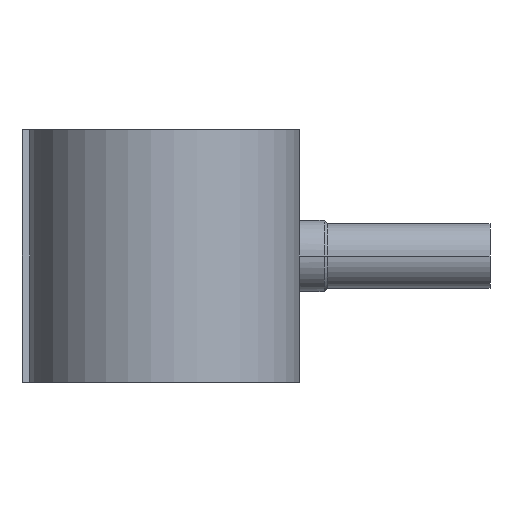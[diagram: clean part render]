
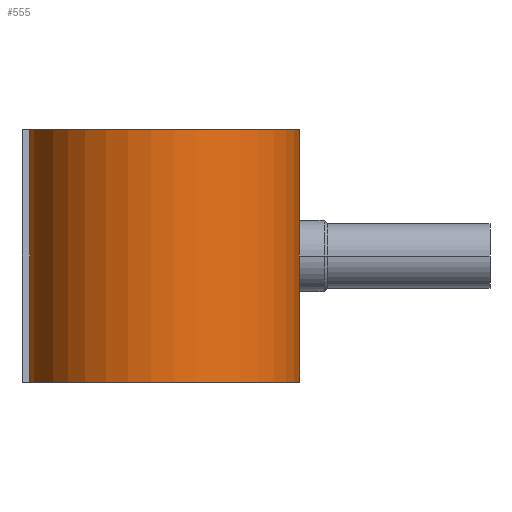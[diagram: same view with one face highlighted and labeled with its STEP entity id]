
A CAD part, front view. The second image highlights one B-rep face of the part: STEP entity #555.
In plain terms, the highlighted cylindrical face has radius 66.767 mm (diameter 133.533 mm), a partial arc.
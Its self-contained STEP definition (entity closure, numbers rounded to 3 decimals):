
#241 = EDGE_CURVE( '', #625, #375, #672, .T. );
#285 = EDGE_CURVE( '', #389, #343, #720, .T. );
#343 = VERTEX_POINT( '', #783 );
#375 = VERTEX_POINT( '', #816 );
#389 = VERTEX_POINT( '', #832 );
#553 = EDGE_CURVE( '', #343, #375, #1015, .T. );
#555 = ADVANCED_FACE( '', ( #1017 ), #1018, .T. );
#595 = EDGE_CURVE( '', #625, #389, #1065, .T. );
#625 = VERTEX_POINT( '', #1100 );
#672 = CIRCLE( '', #1144, 66.767 );
#720 = CIRCLE( '', #1250, 66.767 );
#783 = CARTESIAN_POINT( '', ( 66.594, 4.8, -62.5 ) );
#816 = CARTESIAN_POINT( '', ( 66.594, 4.8, 62.5 ) );
#832 = CARTESIAN_POINT( '', ( -66.594, -4.8, -62.5 ) );
#1015 = LINE( '', #1804, #1805 );
#1017 = FACE_OUTER_BOUND( '', #1807, .T. );
#1018 = CYLINDRICAL_SURFACE( '', #1808, 66.767 );
#1065 = LINE( '', #1925, #1926 );
#1100 = CARTESIAN_POINT( '', ( -66.594, -4.8, 62.5 ) );
#1144 = AXIS2_PLACEMENT_3D( '', #2111, #2112, #2113 );
#1250 = AXIS2_PLACEMENT_3D( '', #2167, #2168, #2169 );
#1804 = CARTESIAN_POINT( '', ( 66.594, 4.8, 62.5 ) );
#1805 = VECTOR( '', #2504, 1. );
#1807 = EDGE_LOOP( '', ( #2506, #2507, #2508, #2509 ) );
#1808 = AXIS2_PLACEMENT_3D( '', #2510, #2511, #2512 );
#1925 = CARTESIAN_POINT( '', ( -66.594, -4.8, 62.5 ) );
#1926 = VECTOR( '', #2594, 1. );
#2111 = CARTESIAN_POINT( '', ( 0., 0., 62.5 ) );
#2112 = DIRECTION( '', ( 0., 0., 1. ) );
#2113 = DIRECTION( '', ( -0.997, -0.072, 0. ) );
#2167 = CARTESIAN_POINT( '', ( 0., 0., -62.5 ) );
#2168 = DIRECTION( '', ( 0., 0., 1. ) );
#2169 = DIRECTION( '', ( -0.997, -0.072, 0. ) );
#2504 = DIRECTION( '', ( 0., 0., 1. ) );
#2506 = ORIENTED_EDGE( '', *, *, #553, .T. );
#2507 = ORIENTED_EDGE( '', *, *, #241, .F. );
#2508 = ORIENTED_EDGE( '', *, *, #595, .T. );
#2509 = ORIENTED_EDGE( '', *, *, #285, .T. );
#2510 = CARTESIAN_POINT( '', ( 0., 0., 62.5 ) );
#2511 = DIRECTION( '', ( 0., 0., 1. ) );
#2512 = DIRECTION( '', ( -0.997, -0.072, 0. ) );
#2594 = DIRECTION( '', ( 0., 0., -1. ) );
